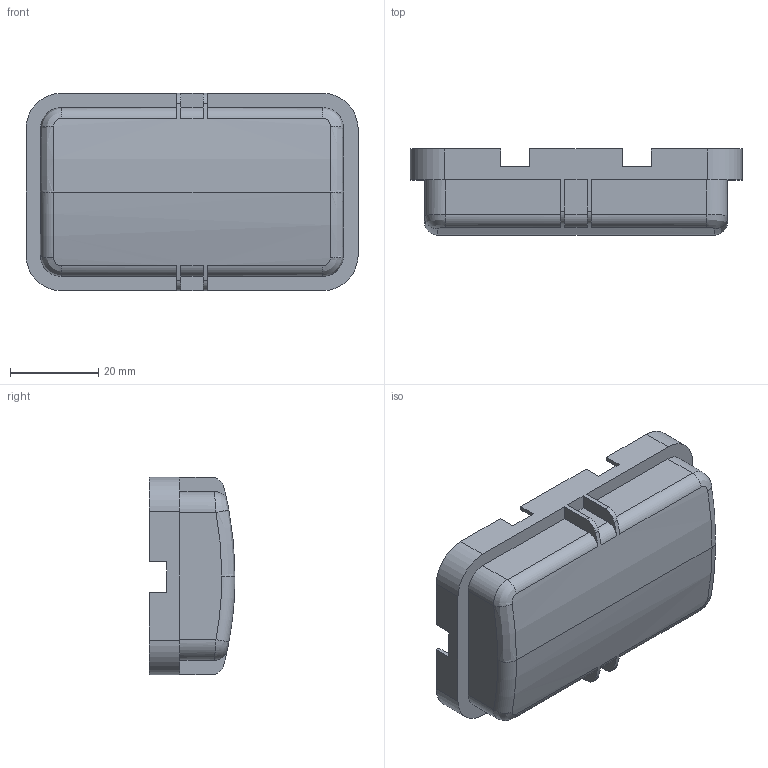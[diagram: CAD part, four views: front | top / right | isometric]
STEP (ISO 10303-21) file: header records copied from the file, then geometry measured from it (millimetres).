
FILE_DESCRIPTION(('Creo Elements/Direct Modeling STEP Export'),'2;1');
FILE_NAME('CHCP_10.stp','2013-09-24T 8:28:17',(''),(''),'Creo Elements/Direct Modeling STEP processor for AP214 (Solid Model)','Creo Elements/Direct Modeling 18.0B 02-Dec-2011 (C) Parametric Technology GmbH','');
FILE_SCHEMA(('AUTOMOTIVE_DESIGN { 1 0 10303 214 1 1 1 1 }'));
Length unit declared in the file: millimetre
Products named in the file (2): CHCP_10
Assembly tree (1 placements, depth 2):
  CHCP_10
    CHCP_10
Bounding box: 75.3 x 19.5 x 44.8 mm (x, y, z)
Volume: 6821.6 mm3; surface area: 13702.2 mm2
Topology: 1 solids, 1 shells, 161 faces, 436 edges, 284 vertices
Faces by surface type: plane 88, cylinder 56, bspline 16, torus 1
Entity records: 9232 total; most frequent: CARTESIAN_POINT 5402, ORIENTED_EDGE 872, DIRECTION 677, EDGE_CURVE 436, VERTEX_POINT 284, VECTOR 239, LINE 239, AXIS2_PLACEMENT_3D 219
